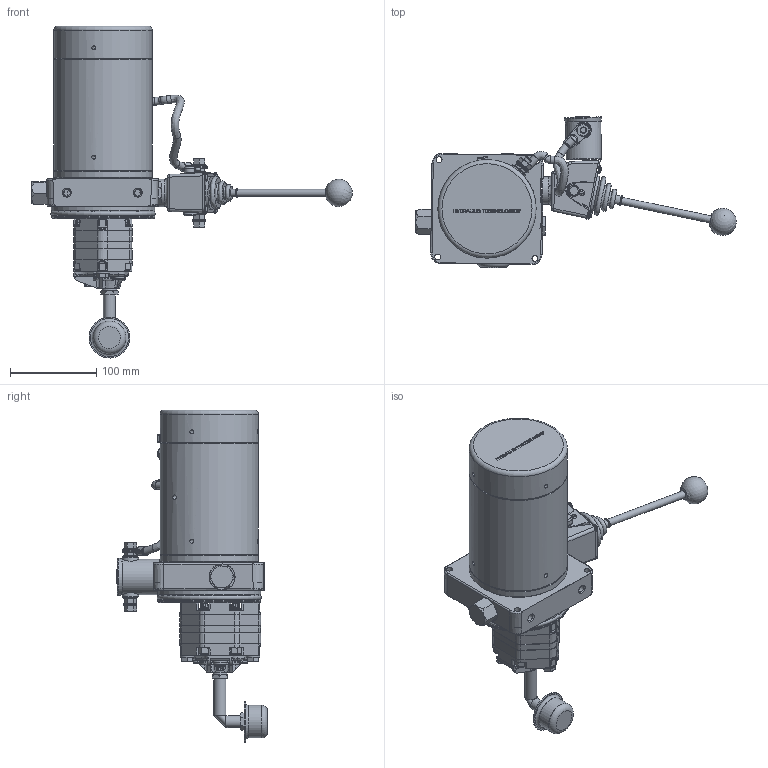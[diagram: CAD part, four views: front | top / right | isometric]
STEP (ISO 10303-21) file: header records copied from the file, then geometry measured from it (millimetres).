
FILE_DESCRIPTION (( 'STEP AP203' ), '1' );
FILE_NAME ('DER21065125_DC-10SF.STEP', '2024-08-01T13:50:09', ( '' ), ( '' ), 'SwSTEP 2.0', 'SolidWorks 2022', '' );
FILE_SCHEMA (( 'CONFIG_CONTROL_DESIGN' ));
Products named in the file (1): DER21065125_DC-10SF
Bounding box: 372.76 x 175.24 x 385.97 mm (x, y, z)
Surface area: 240678 mm2 (no closed solid volume)
Topology: 0 solids, 84 shells, 1116 faces, 3647 edges, 2590 vertices
Faces by surface type: plane 442, cylinder 335, cone 146, torus 101, bspline 76, sphere 16
Full cylindrical faces by diameter (mm): 1.27 x2, 3.175 x1, 3.962 x1, 4.343 x4, 4.75 x4, 4.826 x1, 5.131 x3, 5.791 x3, 6.909 x4, 7.937 x7, 8.306 x1, 8.89 x6, 9.474 x4, 9.525 x1, 11.112 x2, 11.113 x2, 12 x2, 12.573 x1, 13.081 x1, 13.259 x4, 14 x2, 14.986 x6, 15.748 x2, 15.875 x3, 16.51 x2, 17.399 x2, 19.05 x4, 30.175 x3, 32.131 x1, 34.798 x1
Entity records: 48240 total; most frequent: CARTESIAN_POINT 18895, DIRECTION 5715, ORIENTED_EDGE 5587, EDGE_CURVE 3404, VERTEX_POINT 2539, AXIS2_PLACEMENT_3D 2223, EDGE_LOOP 1484, VECTOR 1269
